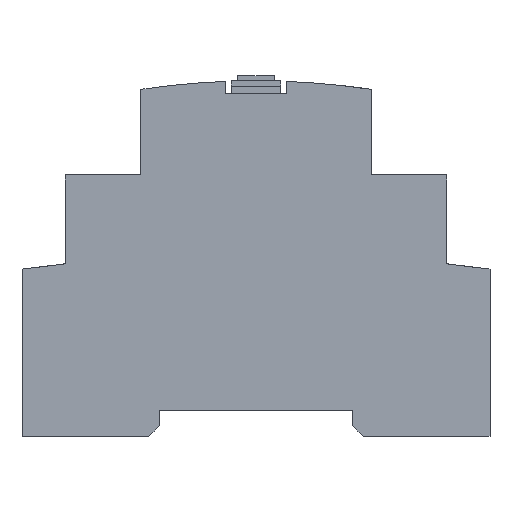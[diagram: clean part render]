
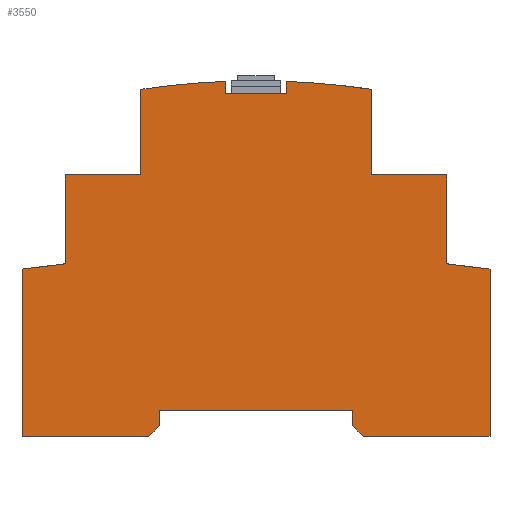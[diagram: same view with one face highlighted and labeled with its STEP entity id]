
A CAD part, left-side view. The second image highlights one B-rep face of the part: STEP entity #3550.
In plain terms, the highlighted planar face has unit normal (-1, 0, 0).
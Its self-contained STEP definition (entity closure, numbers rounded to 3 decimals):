
#531=DIRECTION('',(0.,0.,-1.));
#532=VECTOR('',#531,2.951);
#533=CARTESIAN_POINT('',(-4.5,-18.5,5.));
#534=LINE('',#533,#532);
#538=DIRECTION('',(0.,-1.,0.));
#539=VECTOR('',#538,37.);
#540=CARTESIAN_POINT('',(-4.5,18.5,5.));
#541=LINE('',#540,#539);
#545=DIRECTION('',(0.,0.,1.));
#546=VECTOR('',#545,2.951);
#547=CARTESIAN_POINT('',(-4.5,18.5,2.049));
#548=LINE('',#547,#546);
#552=DIRECTION('',(0.,-0.699,0.716));
#553=VECTOR('',#552,2.863);
#554=CARTESIAN_POINT('',(-4.5,20.5,0.));
#555=LINE('',#554,#553);
#559=DIRECTION('',(0.,-1.,0.));
#560=VECTOR('',#559,24.25);
#561=CARTESIAN_POINT('',(-4.5,44.75,0.));
#562=LINE('',#561,#560);
#566=DIRECTION('',(0.,0.,-1.));
#567=VECTOR('',#566,32.);
#568=CARTESIAN_POINT('',(-4.5,44.75,32.));
#569=LINE('',#568,#567);
#573=DIRECTION('',(0.,0.993,-0.12));
#574=VECTOR('',#573,8.31);
#575=CARTESIAN_POINT('',(-4.5,36.5,33.));
#576=LINE('',#575,#574);
#580=DIRECTION('',(0.,0.,-1.));
#581=VECTOR('',#580,17.);
#582=CARTESIAN_POINT('',(-4.5,36.5,50.));
#583=LINE('',#582,#581);
#587=DIRECTION('',(0.,1.,0.));
#588=VECTOR('',#587,14.5);
#589=CARTESIAN_POINT('',(-4.5,22.,50.));
#590=LINE('',#589,#588);
#594=DIRECTION('',(0.,0.,-1.));
#595=VECTOR('',#594,16.378);
#596=CARTESIAN_POINT('',(-4.5,22.,66.378));
#597=LINE('',#596,#595);
#601=CARTESIAN_POINT('',(-4.5,0.,-82.));
#602=DIRECTION('',(-1.,0.,0.));
#603=DIRECTION('',(0.,0.038,0.999));
#604=AXIS2_PLACEMENT_3D('',#601,#602,#603);
#609=CARTESIAN_POINT('',(-4.5,0.,-82.));
#610=DIRECTION('',(-1.,0.,0.));
#611=DIRECTION('',(0.,-0.147,0.989));
#612=AXIS2_PLACEMENT_3D('',#609,#610,#611);
#617=DIRECTION('',(0.,0.,1.));
#618=VECTOR('',#617,16.378);
#619=CARTESIAN_POINT('',(-4.5,-22.,50.));
#620=LINE('',#619,#618);
#624=DIRECTION('',(0.,1.,0.));
#625=VECTOR('',#624,14.5);
#626=CARTESIAN_POINT('',(-4.5,-36.5,50.));
#627=LINE('',#626,#625);
#631=DIRECTION('',(0.,0.,1.));
#632=VECTOR('',#631,17.);
#633=CARTESIAN_POINT('',(-4.5,-36.5,33.));
#634=LINE('',#633,#632);
#638=DIRECTION('',(0.,0.993,0.12));
#639=VECTOR('',#638,8.31);
#640=CARTESIAN_POINT('',(-4.5,-44.75,32.));
#641=LINE('',#640,#639);
#645=DIRECTION('',(0.,0.,1.));
#646=VECTOR('',#645,32.);
#647=CARTESIAN_POINT('',(-4.5,-44.75,0.));
#648=LINE('',#647,#646);
#652=DIRECTION('',(0.,-1.,0.));
#653=VECTOR('',#652,24.25);
#654=CARTESIAN_POINT('',(-4.5,-20.5,0.));
#655=LINE('',#654,#653);
#659=DIRECTION('',(0.,-0.699,-0.716));
#660=VECTOR('',#659,2.863);
#661=CARTESIAN_POINT('',(-4.5,-18.5,2.049));
#662=LINE('',#661,#660);
#1061=DIRECTION('',(0.,0.,-1.));
#1062=VECTOR('',#1061,2.39);
#1063=CARTESIAN_POINT('',(-4.5,5.75,67.89));
#1064=LINE('',#1063,#1062);
#1068=DIRECTION('',(0.,-1.,0.));
#1069=VECTOR('',#1068,11.5);
#1070=CARTESIAN_POINT('',(-4.5,5.75,65.5));
#1071=LINE('',#1070,#1069);
#1376=DIRECTION('',(0.,0.,1.));
#1377=VECTOR('',#1376,2.39);
#1378=CARTESIAN_POINT('',(-4.5,-5.75,65.5));
#1379=LINE('',#1378,#1377);
#2673=CARTESIAN_POINT('',(-4.5,-36.5,33.));
#2675=VERTEX_POINT('',#2673);
#2679=CARTESIAN_POINT('',(-4.5,-36.5,50.));
#2680=VERTEX_POINT('',#2679);
#2681=CARTESIAN_POINT('',(-4.5,36.5,50.));
#2683=VERTEX_POINT('',#2681);
#2685=CARTESIAN_POINT('',(-4.5,36.5,33.));
#2686=VERTEX_POINT('',#2685);
#2687=CARTESIAN_POINT('',(-4.5,-18.5,5.));
#2688=CARTESIAN_POINT('',(-4.5,-18.5,2.049));
#2689=VERTEX_POINT('',#2687);
#2690=VERTEX_POINT('',#2688);
#2691=CARTESIAN_POINT('',(-4.5,-20.5,0.));
#2692=VERTEX_POINT('',#2691);
#2693=CARTESIAN_POINT('',(-4.5,-44.75,0.));
#2694=VERTEX_POINT('',#2693);
#2695=CARTESIAN_POINT('',(-4.5,-44.75,32.));
#2696=VERTEX_POINT('',#2695);
#2697=CARTESIAN_POINT('',(-4.5,-22.,50.));
#2698=VERTEX_POINT('',#2697);
#2699=CARTESIAN_POINT('',(-4.5,-22.,66.378));
#2700=VERTEX_POINT('',#2699);
#2701=CARTESIAN_POINT('',(-4.5,-5.75,67.89));
#2702=VERTEX_POINT('',#2701);
#2703=CARTESIAN_POINT('',(-4.5,-5.75,65.5));
#2704=VERTEX_POINT('',#2703);
#2705=CARTESIAN_POINT('',(-4.5,5.75,65.5));
#2706=VERTEX_POINT('',#2705);
#2707=CARTESIAN_POINT('',(-4.5,5.75,67.89));
#2708=VERTEX_POINT('',#2707);
#2709=CARTESIAN_POINT('',(-4.5,22.,66.378));
#2710=VERTEX_POINT('',#2709);
#2711=CARTESIAN_POINT('',(-4.5,22.,50.));
#2712=VERTEX_POINT('',#2711);
#2713=CARTESIAN_POINT('',(-4.5,44.75,32.));
#2714=VERTEX_POINT('',#2713);
#2715=CARTESIAN_POINT('',(-4.5,44.75,0.));
#2716=VERTEX_POINT('',#2715);
#2717=CARTESIAN_POINT('',(-4.5,20.5,0.));
#2718=VERTEX_POINT('',#2717);
#2719=CARTESIAN_POINT('',(-4.5,18.5,2.049));
#2720=VERTEX_POINT('',#2719);
#2721=CARTESIAN_POINT('',(-4.5,18.5,5.));
#2722=VERTEX_POINT('',#2721);
#3503=CARTESIAN_POINT('',(-4.5,0.,-82.));
#3504=DIRECTION('',(-1.,0.,0.));
#3505=DIRECTION('',(0.,0.,1.));
#3506=AXIS2_PLACEMENT_3D('',#3503,#3504,#3505);
#3507=PLANE('',#3506);
#3509=ORIENTED_EDGE('',*,*,#3508,.F.);
#3511=ORIENTED_EDGE('',*,*,#3510,.F.);
#3513=ORIENTED_EDGE('',*,*,#3512,.F.);
#3515=ORIENTED_EDGE('',*,*,#3514,.F.);
#3517=ORIENTED_EDGE('',*,*,#3516,.F.);
#3519=ORIENTED_EDGE('',*,*,#3518,.F.);
#3521=ORIENTED_EDGE('',*,*,#3520,.F.);
#3523=ORIENTED_EDGE('',*,*,#3522,.F.);
#3525=ORIENTED_EDGE('',*,*,#3524,.F.);
#3527=ORIENTED_EDGE('',*,*,#3526,.F.);
#3529=ORIENTED_EDGE('',*,*,#3528,.F.);
#3531=ORIENTED_EDGE('',*,*,#3530,.T.);
#3533=ORIENTED_EDGE('',*,*,#3532,.T.);
#3535=ORIENTED_EDGE('',*,*,#3534,.T.);
#3537=ORIENTED_EDGE('',*,*,#3536,.F.);
#3539=ORIENTED_EDGE('',*,*,#3538,.F.);
#3540=ORIENTED_EDGE('',*,*,#3112,.F.);
#3541=ORIENTED_EDGE('',*,*,#3207,.F.);
#3542=ORIENTED_EDGE('',*,*,#3234,.F.);
#3544=ORIENTED_EDGE('',*,*,#3543,.F.);
#3545=ORIENTED_EDGE('',*,*,#3486,.F.);
#3547=ORIENTED_EDGE('',*,*,#3546,.F.);
#3548=EDGE_LOOP('',(#3509,#3511,#3513,#3515,#3517,#3519,#3521,#3523,#3525,#3527,
#3529,#3531,#3533,#3535,#3537,#3539,#3540,#3541,#3542,#3544,#3545,#3547));
#3549=FACE_OUTER_BOUND('',#3548,.F.);
#605=CIRCLE('',#604,150.);
#613=CIRCLE('',#612,150.);
#3112=EDGE_CURVE('',#2680,#2698,#627,.T.);
#3207=EDGE_CURVE('',#2675,#2680,#634,.T.);
#3234=EDGE_CURVE('',#2696,#2675,#641,.T.);
#3486=EDGE_CURVE('',#2692,#2694,#655,.T.);
#3508=EDGE_CURVE('',#2689,#2690,#534,.T.);
#3510=EDGE_CURVE('',#2722,#2689,#541,.T.);
#3512=EDGE_CURVE('',#2720,#2722,#548,.T.);
#3514=EDGE_CURVE('',#2718,#2720,#555,.T.);
#3516=EDGE_CURVE('',#2716,#2718,#562,.T.);
#3518=EDGE_CURVE('',#2714,#2716,#569,.T.);
#3520=EDGE_CURVE('',#2686,#2714,#576,.T.);
#3522=EDGE_CURVE('',#2683,#2686,#583,.T.);
#3524=EDGE_CURVE('',#2712,#2683,#590,.T.);
#3526=EDGE_CURVE('',#2710,#2712,#597,.T.);
#3528=EDGE_CURVE('',#2708,#2710,#605,.T.);
#3530=EDGE_CURVE('',#2708,#2706,#1064,.T.);
#3532=EDGE_CURVE('',#2706,#2704,#1071,.T.);
#3534=EDGE_CURVE('',#2704,#2702,#1379,.T.);
#3536=EDGE_CURVE('',#2700,#2702,#613,.T.);
#3538=EDGE_CURVE('',#2698,#2700,#620,.T.);
#3543=EDGE_CURVE('',#2694,#2696,#648,.T.);
#3546=EDGE_CURVE('',#2690,#2692,#662,.T.);
#3550=ADVANCED_FACE('',(#3549),#3507,.T.);
